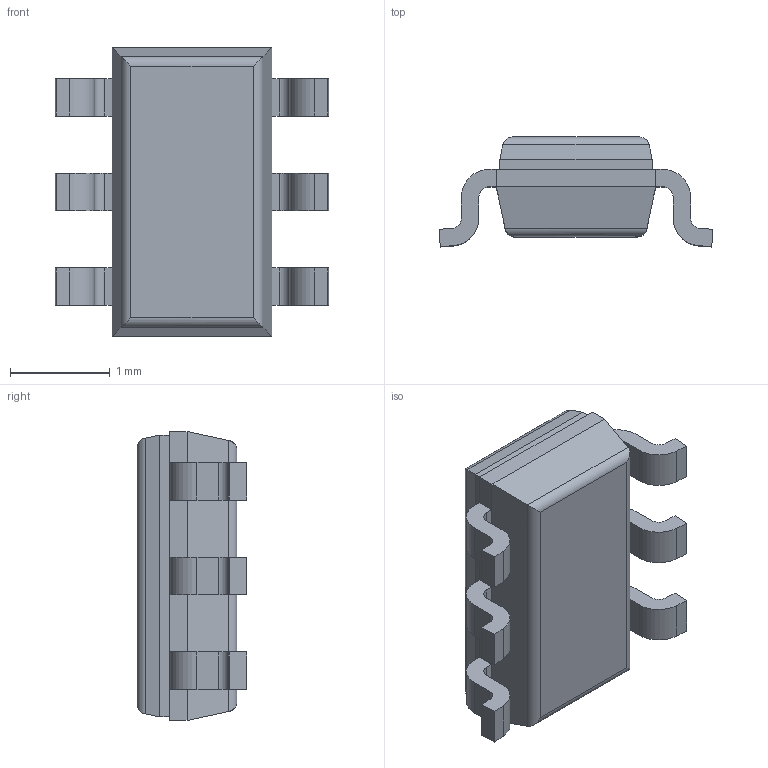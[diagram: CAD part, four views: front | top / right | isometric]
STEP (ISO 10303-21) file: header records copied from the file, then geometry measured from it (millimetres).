
FILE_DESCRIPTION (( 'STEP AP214' ), '1' );
FILE_NAME ('MAX6898AAZT+T.STEP', '2023-05-10T23:13:46', ( '' ), ( '' ), 'SwSTEP 2.0', 'SolidWorks 2021', '' );
FILE_SCHEMA (( 'AUTOMOTIVE_DESIGN' ));
Length unit declared in the file: millimetre
Products named in the file (1): MAX6898AAZT+T
Bounding box: 2.75 x 1.1 x 2.9 mm (x, y, z)
Volume: 4.6 mm3; surface area: 23.8 mm2
Topology: 8 solids, 8 shells, 118 faces, 284 edges, 184 vertices
Faces by surface type: plane 82, cylinder 36
Entity records: 3493 total; most frequent: CARTESIAN_POINT 611, DIRECTION 570, ORIENTED_EDGE 568, EDGE_CURVE 284, LINE 220, VECTOR 220, VERTEX_POINT 184, AXIS2_PLACEMENT_3D 175
